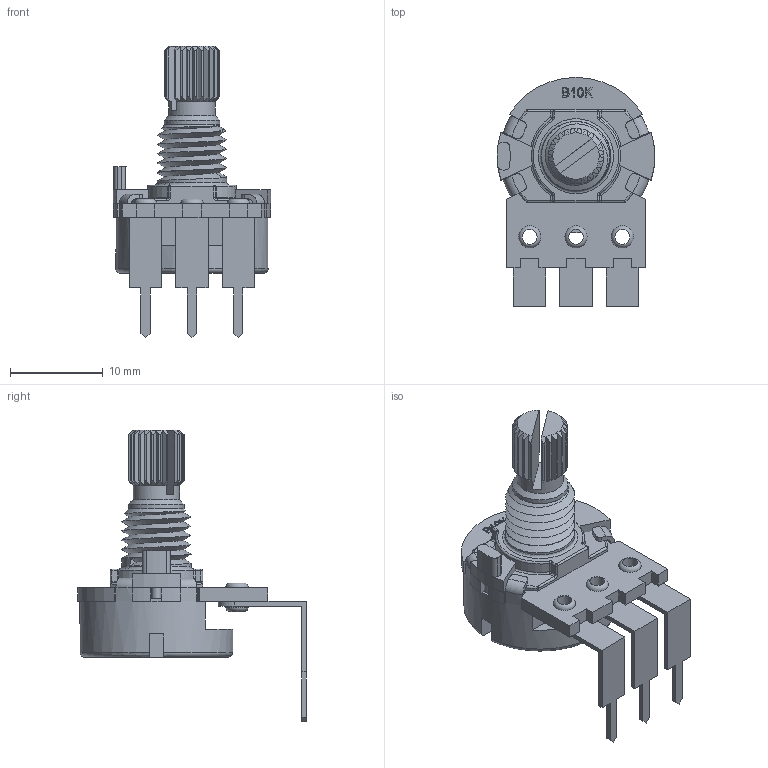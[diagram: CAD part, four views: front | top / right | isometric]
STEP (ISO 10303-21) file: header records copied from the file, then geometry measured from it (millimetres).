
FILE_DESCRIPTION (( 'STEP AP214' ), '1' );
FILE_NAME ('alpha_16mm_right angled.STEP', '2019-04-03T17:29:47', ( '' ), ( '' ), 'SwSTEP 2.0', 'SolidWorks 2017', '' );
FILE_SCHEMA (( 'AUTOMOTIVE_DESIGN' ));
Length unit declared in the file: millimetre
Products named in the file (8): pin right angle; alpha_16mm_right angled; P160NK; P160NK___ _________
Assembly tree (5 placements, depth 2):
  pin right angle
  alpha_16mm_right angled
    P160NK___ _________
    pin right angle  x3
  pin right angle
  alpha_16mm_right angled
    P160NK
  pin right angle
Bounding box: 17 x 24.69 x 31.5 mm (x, y, z)
Volume: 2344.2 mm3; surface area: 2321.3 mm2
Topology: 9 solids, 9 shells, 434 faces, 1096 edges, 675 vertices
Faces by surface type: plane 218, cylinder 91, cone 46, bspline 39, torus 28, sphere 12
Full cylindrical faces by diameter (mm): 1 x2, 1.6 x3, 2.4 x6, 5 x1, 6 x1, 7.5 x1, 16.5 x1
Entity records: 18874 total; most frequent: CARTESIAN_POINT 5300, ORIENTED_EDGE 1954, DIRECTION 1792, EDGE_CURVE 977, AXIS2_PLACEMENT_3D 657, VERTEX_POINT 610, LINE 478, VECTOR 478
